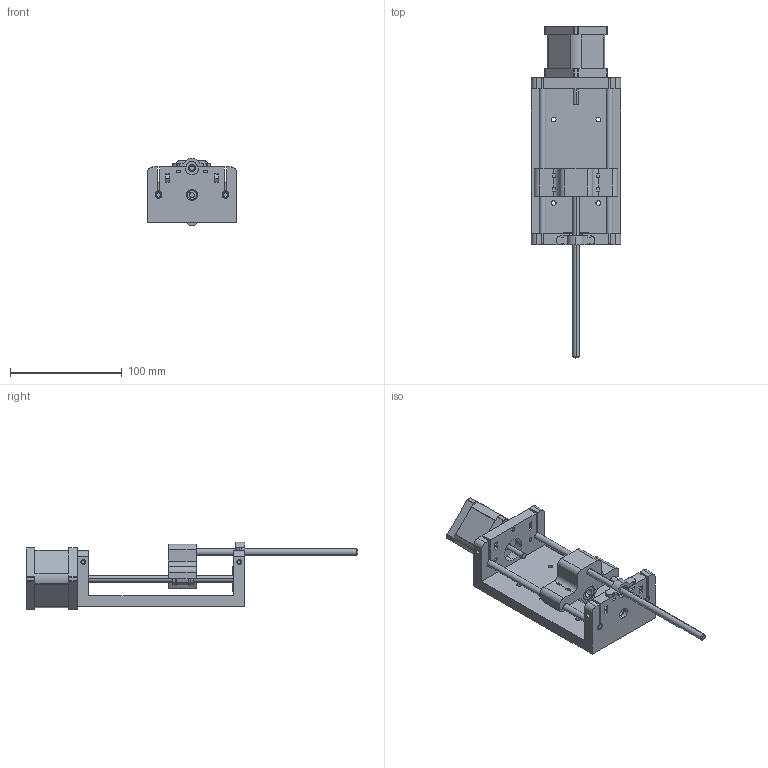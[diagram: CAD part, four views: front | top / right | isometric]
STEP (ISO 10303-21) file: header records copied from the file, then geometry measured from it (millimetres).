
FILE_DESCRIPTION (( 'STEP AP214' ), '1' );
FILE_NAME ('asm3.STEP', '2018-09-30T15:33:20', ( '' ), ( '' ), 'SwSTEP 2.0', 'SolidWorks 2018', '' );
FILE_SCHEMA (( 'AUTOMOTIVE_DESIGN' ));
Length unit declared in the file: millimetre
Products named in the file (12): 608zz; M8; ISO4032-M8.step; M8.step; 6mm_rod; nut_m4; Stepper motor; LM6UU; base_new2; base_new; asm3; HOLDER
Assembly tree (18 placements, depth 4):
  asm3
    base_new
    608zz
    nut_m4  x4
    Stepper motor
    6mm_rod  x3
    LM6UU  x2
    base_new2
    M8  x2
      M8.step
        ISO4032-M8.step
    HOLDER
Bounding box: 80 x 297.75 x 60.9 mm (x, y, z)
Volume: 304154.7 mm3; surface area: 86019.8 mm2
Topology: 16 solids, 17 shells, 1170 faces, 2905 edges, 1825 vertices
Faces by surface type: plane 458, cylinder 287, bspline 212, cone 170, torus 39, sphere 4
Entity records: 38534 total; most frequent: CARTESIAN_POINT 12863, ORIENTED_EDGE 4956, DIRECTION 4553, EDGE_CURVE 2478, VERTEX_POINT 1588, AXIS2_PLACEMENT_3D 1562, VECTOR 1429, LINE 1429
